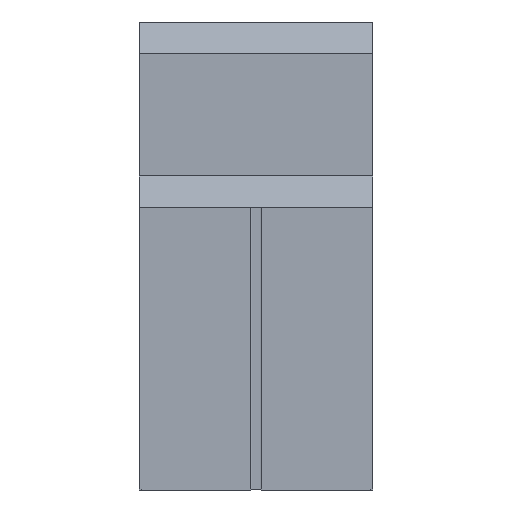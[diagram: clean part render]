
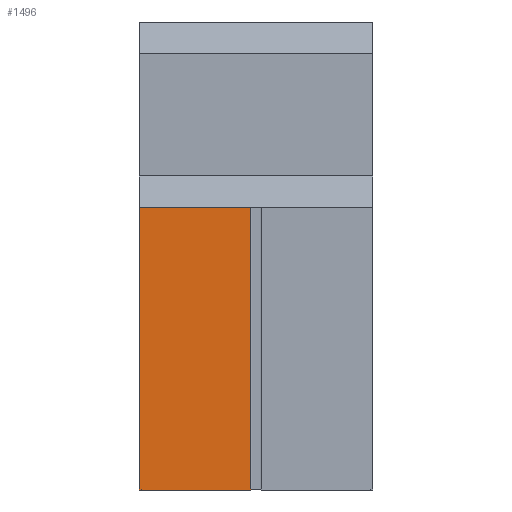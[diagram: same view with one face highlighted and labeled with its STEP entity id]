
A CAD part, left-side view. The second image highlights one B-rep face of the part: STEP entity #1496.
In plain terms, the highlighted planar face has unit normal (-1, 0, 0).
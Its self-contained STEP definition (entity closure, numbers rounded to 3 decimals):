
#89=FACE_OUTER_BOUND('',#178,.T.);
#178=EDGE_LOOP('',(#1132,#1133,#1134,#1135));
#352=LINE('',#2231,#523);
#370=LINE('',#2285,#541);
#379=LINE('',#2305,#550);
#380=LINE('',#2309,#551);
#523=VECTOR('',#1799,10.);
#541=VECTOR('',#1841,10.);
#550=VECTOR('',#1856,10.);
#551=VECTOR('',#1861,10.);
#676=VERTEX_POINT('',#2228);
#677=VERTEX_POINT('',#2230);
#701=VERTEX_POINT('',#2283);
#709=VERTEX_POINT('',#2303);
#838=EDGE_CURVE('',#676,#677,#352,.F.);
#865=EDGE_CURVE('',#701,#676,#370,.T.);
#875=EDGE_CURVE('',#701,#709,#379,.T.);
#877=EDGE_CURVE('',#677,#709,#380,.F.);
#1132=ORIENTED_EDGE('',*,*,#865,.F.);
#1133=ORIENTED_EDGE('',*,*,#875,.T.);
#1134=ORIENTED_EDGE('',*,*,#877,.F.);
#1135=ORIENTED_EDGE('',*,*,#838,.F.);
#1431=PLANE('',#1606);
#1496=ADVANCED_FACE('',(#89),#1431,.F.);
#1606=AXIS2_PLACEMENT_3D('',#2308,#1859,#1860);
#1799=DIRECTION('',(0.,0.,-1.));
#1841=DIRECTION('',(0.,1.,0.));
#1856=DIRECTION('',(0.,0.,1.));
#1859=DIRECTION('center_axis',(1.,0.,0.));
#1860=DIRECTION('ref_axis',(0.,-1.,0.));
#1861=DIRECTION('',(0.,1.,0.));
#2228=CARTESIAN_POINT('',(-11.438,43.,-14.988));
#2230=CARTESIAN_POINT('',(-11.438,43.,11.584));
#2231=CARTESIAN_POINT('',(-11.438,43.,-1.916));
#2283=CARTESIAN_POINT('',(-11.438,32.5,-14.988));
#2285=CARTESIAN_POINT('',(-11.438,38.25,-14.988));
#2303=CARTESIAN_POINT('',(-11.438,32.5,11.584));
#2305=CARTESIAN_POINT('',(-11.438,32.5,-1.916));
#2308=CARTESIAN_POINT('Origin',(-11.438,43.,-1.916));
#2309=CARTESIAN_POINT('',(-11.438,38.25,11.584));
